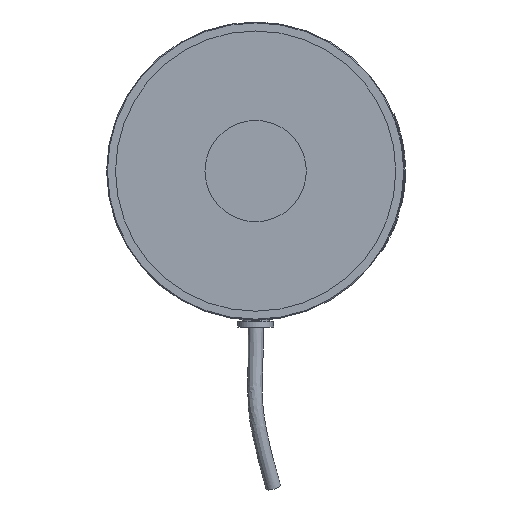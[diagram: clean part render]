
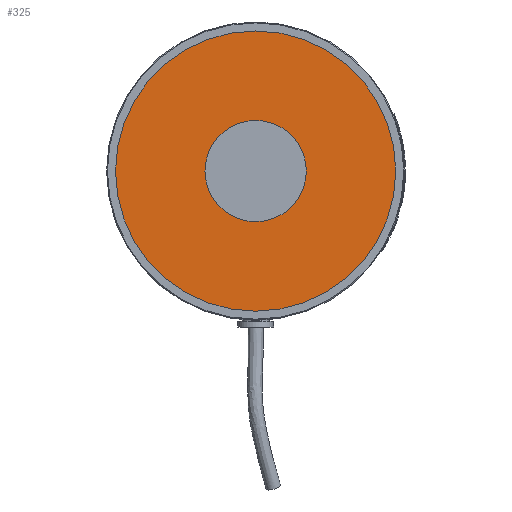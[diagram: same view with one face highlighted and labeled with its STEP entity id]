
A CAD part, front view. The second image highlights one B-rep face of the part: STEP entity #325.
In plain terms, the highlighted planar face has unit normal (0, -1, 0).
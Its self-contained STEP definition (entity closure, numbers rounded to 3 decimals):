
#325 = ADVANCED_FACE( '', ( #722, #723 ), #724, .F. );
#722 = FACE_BOUND( '', #2335, .T. );
#723 = FACE_OUTER_BOUND( '', #2336, .T. );
#724 = PLANE( '', #2337 );
#2335 = EDGE_LOOP( '', ( #4632 ) );
#2336 = EDGE_LOOP( '', ( #4633 ) );
#2337 = AXIS2_PLACEMENT_3D( '', #4634, #4635, #4636 );
#4632 = ORIENTED_EDGE( '', *, *, #5410, .T. );
#4633 = ORIENTED_EDGE( '', *, *, #5379, .F. );
#4634 = CARTESIAN_POINT( '', ( 0., -49.5, 0. ) );
#4635 = DIRECTION( '', ( 0., 1., 0. ) );
#4636 = DIRECTION( '', ( 0., 0., 1. ) );
#5379 = EDGE_CURVE( '', #6016, #6016, #6017, .T. );
#5410 = EDGE_CURVE( '', #6056, #6056, #6057, .T. );
#6016 = VERTEX_POINT( '', #8427 );
#6017 = CIRCLE( '', #8428, 47. );
#6056 = VERTEX_POINT( '', #8514 );
#6057 = CIRCLE( '', #8515, 17. );
#8427 = CARTESIAN_POINT( '', ( 47., -49.5, 0. ) );
#8428 = AXIS2_PLACEMENT_3D( '', #9161, #9162, #9163 );
#8514 = CARTESIAN_POINT( '', ( 17., -49.5, 0. ) );
#8515 = AXIS2_PLACEMENT_3D( '', #9164, #9165, #9166 );
#9161 = CARTESIAN_POINT( '', ( 0., -49.5, 0. ) );
#9162 = DIRECTION( '', ( 0., 1., 0. ) );
#9163 = DIRECTION( '', ( 1., 0., 0. ) );
#9164 = CARTESIAN_POINT( '', ( 0., -49.5, 0. ) );
#9165 = DIRECTION( '', ( 0., 1., 0. ) );
#9166 = DIRECTION( '', ( 1., 0., 0. ) );
